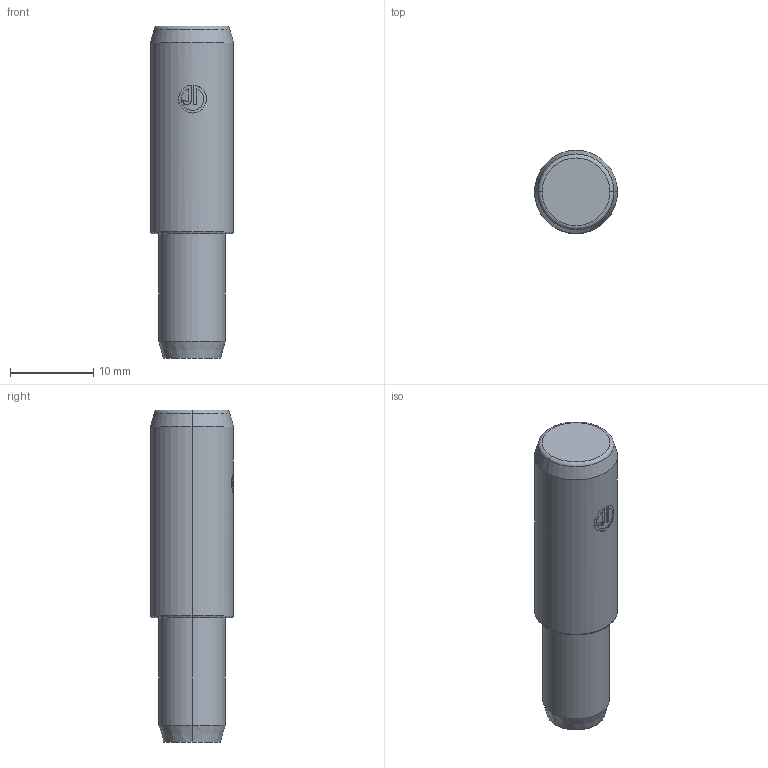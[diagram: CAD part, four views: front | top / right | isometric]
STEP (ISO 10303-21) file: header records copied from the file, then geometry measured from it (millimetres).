
FILE_DESCRIPTION (( 'STEP AP214' ), '1' );
FILE_NAME ('TSM-D10-L40.step', '2021-09-14T03:08:14', ( 'User' ), ( 'china' ), 'SwSTEP 2.0', 'SolidWorks 2016', '' );
FILE_SCHEMA (( 'AUTOMOTIVE_DESIGN' ));
Length unit declared in the file: millimetre
Products named in the file (1): TSM-D10-L40
Bounding box: 10 x 10 x 40 mm (x, y, z)
Volume: 2686.9 mm3; surface area: 1284.8 mm2
Topology: 1 solids, 1 shells, 35 faces, 82 edges, 52 vertices
Faces by surface type: cylinder 16, plane 11, torus 4, cone 4
Entity records: 1248 total; most frequent: CARTESIAN_POINT 440, ORIENTED_EDGE 164, DIRECTION 154, EDGE_CURVE 82, AXIS2_PLACEMENT_3D 60, VERTEX_POINT 52, EDGE_LOOP 38, ADVANCED_FACE 35
